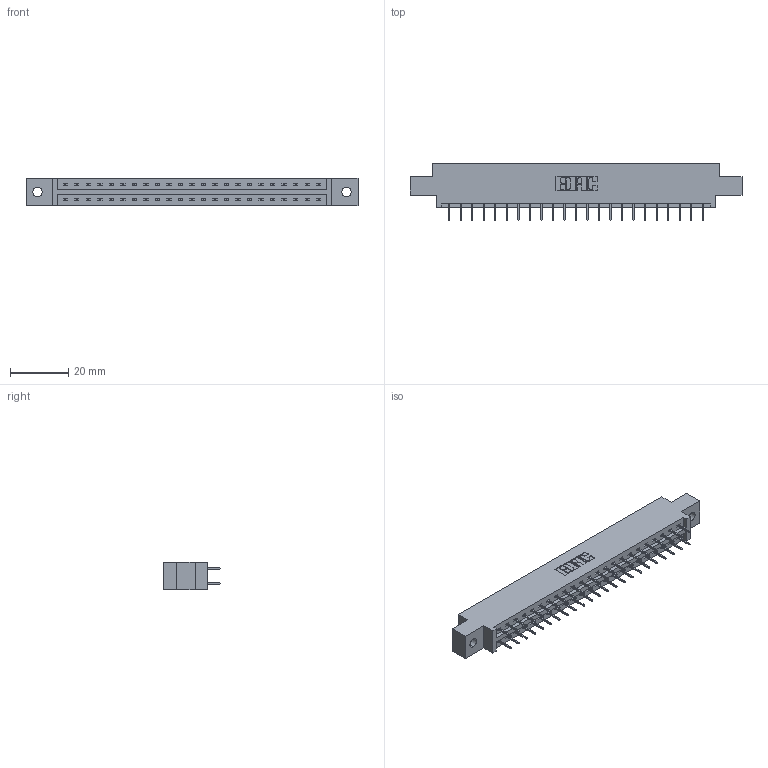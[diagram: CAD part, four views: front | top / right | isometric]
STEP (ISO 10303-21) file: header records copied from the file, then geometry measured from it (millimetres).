
FILE_DESCRIPTION (( 'STEP AP203' ), '1' );
FILE_NAME ('387-046-524-802.STEP', '2018-09-20T03:46:44', ( '' ), ( '' ), 'SwSTEP 2.0', 'SolidWorks 2016', '' );
FILE_SCHEMA (( 'CONFIG_CONTROL_DESIGN' ));
Length unit declared in the file: inch
Products named in the file (3): 387-046-524-802; 337 Part_0.170 Offset - 0.128 Dia; 345-292-001_345-293-124
Assembly tree (47 placements, depth 2):
  387-046-524-802
    337 Part_0.170 Offset - 0.128 Dia
    345-292-001_345-293-124  x46
Bounding box: 114.15 x 19.69 x 9.4 mm (x, y, z)
Volume: 11553.1 mm3; surface area: 12495.7 mm2
Topology: 47 solids, 47 shells, 2786 faces, 7913 edges, 5090 vertices
Faces by surface type: plane 2098, cylinder 688
Entity records: 20499 total; most frequent: CARTESIAN_POINT 3470, ORIENTED_EDGE 3406, DIRECTION 2987, EDGE_CURVE 1703, LINE 1579, VECTOR 1579, VERTEX_POINT 1130, AXIS2_PLACEMENT_3D 704
